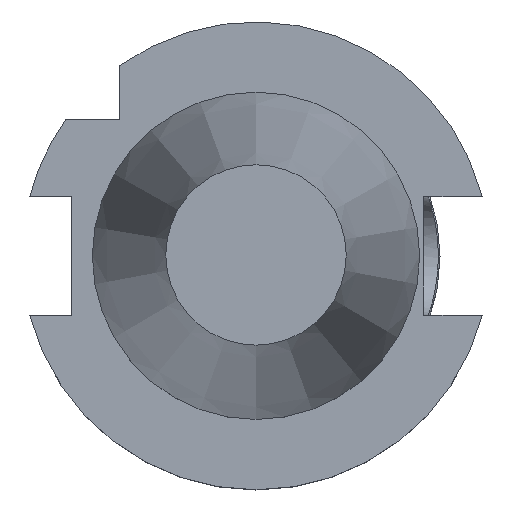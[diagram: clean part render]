
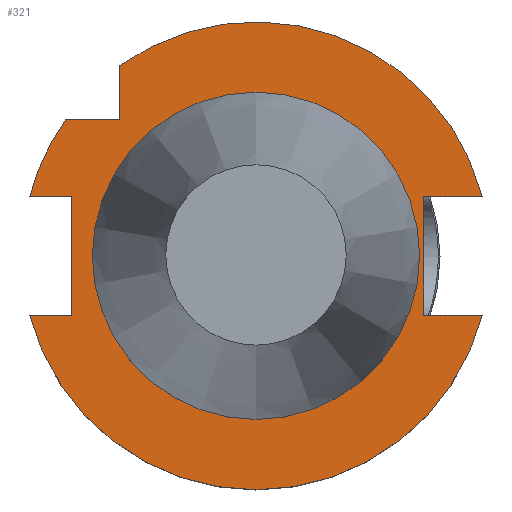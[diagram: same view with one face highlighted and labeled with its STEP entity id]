
A CAD part, top view. The second image highlights one B-rep face of the part: STEP entity #321.
In plain terms, the highlighted planar face has unit normal (0, 0, 1).
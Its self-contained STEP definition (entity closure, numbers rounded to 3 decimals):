
#186=EDGE_CURVE('240[2]',#552,#553,#554,.T.);
#276=EDGE_CURVE('240[2]',#690,#691,#692,.T.);
#313=EDGE_CURVE('240[2]',#723,#749,#750,.T.);
#315=EDGE_CURVE('240[2]',#752,#753,#754,.T.);
#321=ADVANCED_FACE('240[2]',(#762,#763),#764,.T.);
#328=EDGE_CURVE('240[2]',#691,#723,#774,.T.);
#341=EDGE_CURVE('240[2]',#752,#749,#790,.T.);
#343=EDGE_CURVE('240[2]',#552,#771,#792,.T.);
#380=EDGE_CURVE('240[2]',#838,#771,#839,.T.);
#432=EDGE_CURVE('240[2]',#553,#560,#900,.T.);
#434=EDGE_CURVE('240[2]',#753,#838,#902,.T.);
#492=EDGE_CURVE('240[2]',#970,#970,#971,.T.);
#502=EDGE_CURVE('240[2]',#690,#560,#984,.T.);
#552=VERTEX_POINT('',#1043);
#553=VERTEX_POINT('',#1044);
#554=LINE('',#1045,#1046);
#560=VERTEX_POINT('',#1054);
#690=VERTEX_POINT('',#1263);
#691=VERTEX_POINT('',#1264);
#692=LINE('',#1265,#1266);
#723=VERTEX_POINT('',#1365);
#749=VERTEX_POINT('',#1465);
#750=LINE('',#1466,#1467);
#752=VERTEX_POINT('',#1470);
#753=VERTEX_POINT('',#1471);
#754=LINE('',#1472,#1473);
#762=FACE_BOUND('',#1483,.T.);
#763=FACE_OUTER_BOUND('',#1484,.T.);
#764=PLANE('',#1485);
#771=VERTEX_POINT('',#1494);
#774=LINE('',#1499,#1500);
#790=CIRCLE('',#1525,31.775);
#792=CIRCLE('',#1528,31.775);
#838=VERTEX_POINT('',#1608);
#839=LINE('',#1609,#1610);
#900=LINE('',#1722,#1723);
#902=LINE('',#1726,#1727);
#970=VERTEX_POINT('',#1908);
#971=CIRCLE('',#1909,22.225);
#984=CIRCLE('',#1927,31.775);
#1043=CARTESIAN_POINT('',(-18.5,25.834,-3.2));
#1044=CARTESIAN_POINT('',(-18.5,18.5,-3.2));
#1045=CARTESIAN_POINT('',(-18.5,25.333,-3.2));
#1046=VECTOR('',#1962,1.0);
#1054=CARTESIAN_POINT('',(-25.834,18.5,-3.2));
#1263=CARTESIAN_POINT('',(-30.738,8.05,-3.2));
#1264=CARTESIAN_POINT('',(-25.0,8.05,-3.2));
#1265=CARTESIAN_POINT('',(-14.575,8.05,-3.2));
#1266=VECTOR('',#2124,1.0);
#1365=CARTESIAN_POINT('',(-25.,-8.05,-3.2));
#1465=CARTESIAN_POINT('',(-30.738,-8.05,-3.2));
#1466=CARTESIAN_POINT('',(-14.575,-8.05,-3.2));
#1467=VECTOR('',#2174,1.0);
#1470=CARTESIAN_POINT('',(30.738,-8.05,-3.2));
#1471=CARTESIAN_POINT('',(22.8,-8.05,-3.2));
#1472=CARTESIAN_POINT('',(14.025,-8.05,-3.2));
#1473=VECTOR('',#2175,1.0);
#1483=EDGE_LOOP('',(#2183));
#1484=EDGE_LOOP('',(#2184,#2185,#2186,#2187,#2188,#2189,#2190,#2191,#2192,#2193,#2194));
#1485=AXIS2_PLACEMENT_3D('',#2195,#2196,#2197);
#1494=CARTESIAN_POINT('',(30.738,8.05,-3.2));
#1499=CARTESIAN_POINT('',(-25.0,13.5,-3.2));
#1500=VECTOR('',#2205,1.0);
#1525=AXIS2_PLACEMENT_3D('',#2217,#2218,#2219);
#1528=AXIS2_PLACEMENT_3D('',#2220,#2221,#2222);
#1608=CARTESIAN_POINT('',(22.8,8.05,-3.2));
#1609=CARTESIAN_POINT('',(14.025,8.05,-3.2));
#1610=VECTOR('',#2265,1.0);
#1722=CARTESIAN_POINT('',(-11.833,18.5,-3.2));
#1723=VECTOR('',#2345,1.0);
#1726=CARTESIAN_POINT('',(22.8,13.5,-3.2));
#1727=VECTOR('',#2346,1.0);
#1908=CARTESIAN_POINT('',(0.,22.225,-3.2));
#1909=AXIS2_PLACEMENT_3D('',#2446,#2447,#2448);
#1927=AXIS2_PLACEMENT_3D('',#2472,#2473,#2474);
#1962=DIRECTION('',(0.,-1.0,0.));
#2124=DIRECTION('',(1.0,0.,0.));
#2174=DIRECTION('',(-1.0,0.,0.));
#2175=DIRECTION('',(-1.0,0.,0.));
#2183=ORIENTED_EDGE('',*,*,#492,.T.);
#2184=ORIENTED_EDGE('',*,*,#186,.T.);
#2185=ORIENTED_EDGE('',*,*,#432,.T.);
#2186=ORIENTED_EDGE('',*,*,#502,.F.);
#2187=ORIENTED_EDGE('',*,*,#276,.T.);
#2188=ORIENTED_EDGE('',*,*,#328,.T.);
#2189=ORIENTED_EDGE('',*,*,#313,.T.);
#2190=ORIENTED_EDGE('',*,*,#341,.F.);
#2191=ORIENTED_EDGE('',*,*,#315,.T.);
#2192=ORIENTED_EDGE('',*,*,#434,.T.);
#2193=ORIENTED_EDGE('',*,*,#380,.T.);
#2194=ORIENTED_EDGE('',*,*,#343,.F.);
#2195=CARTESIAN_POINT('',(0.,27.0,-3.2));
#2196=DIRECTION('',(0.,0.,1.0));
#2197=DIRECTION('',(0.,-1.0,0.));
#2205=DIRECTION('',(0.,-1.0,0.));
#2217=CARTESIAN_POINT('',(0.,0.,-3.2));
#2218=DIRECTION('',(0.,0.,-1.0));
#2219=DIRECTION('',(0.,1.0,0.));
#2220=CARTESIAN_POINT('',(0.,0.,-3.2));
#2221=DIRECTION('',(0.,0.,-1.0));
#2222=DIRECTION('',(0.,1.0,0.));
#2265=DIRECTION('',(1.0,0.0,0.));
#2345=DIRECTION('',(-1.0,0.,0.));
#2346=DIRECTION('',(0.,1.0,0.));
#2446=CARTESIAN_POINT('',(0.,0.,-3.2));
#2447=DIRECTION('',(0.,0.,-1.0));
#2448=DIRECTION('',(0.,1.0,0.));
#2472=CARTESIAN_POINT('',(0.,0.,-3.2));
#2473=DIRECTION('',(0.,0.,-1.0));
#2474=DIRECTION('',(0.,1.0,0.));
